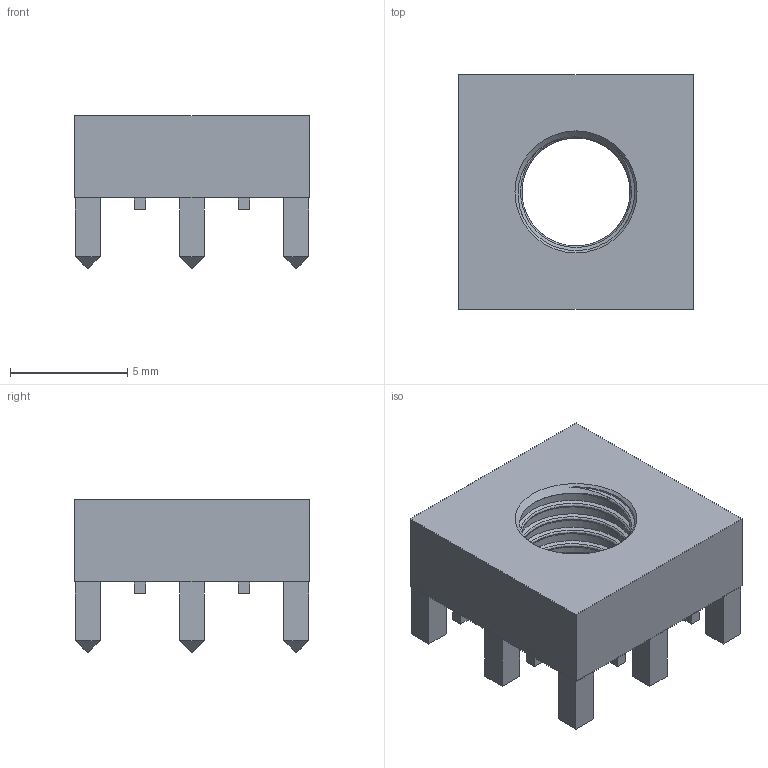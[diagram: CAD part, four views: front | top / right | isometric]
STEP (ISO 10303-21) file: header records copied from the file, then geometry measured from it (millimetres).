
FILE_DESCRIPTION(/* description */ (''),/* implementation_level */ '2;1');
FILE_NAME(/* name */ 'Wurth 74655095.step',/* time_stamp */ '2022-08-05T05:42:38+01:00',/* author */ (''),/* organization */ (''),/* preprocessor_version */ 'ST-DEVELOPER v19',/* originating_system */ 'Autodesk Translation Framework v11.7.0.108',/* authorisation */ '');
FILE_SCHEMA (('AUTOMOTIVE_DESIGN { 1 0 10303 214 3 1 1 }'));
Length unit declared in the file: millimetre
Products named in the file (1): Wurth 74655095
Bounding box: 10 x 10 x 6.5 mm (x, y, z)
Volume: 310.8 mm3; surface area: 476.1 mm2
Topology: 1 solids, 1 shells, 150 faces, 354 edges, 226 vertices
Faces by surface type: plane 138, cylinder 7, bspline 4, cone 1
Full cylindrical faces by diameter (mm): 5 x5
Entity records: 5489 total; most frequent: CARTESIAN_POINT 2064, ORIENTED_EDGE 708, DIRECTION 627, EDGE_CURVE 354, LINE 323, VECTOR 323, VERTEX_POINT 226, EDGE_LOOP 172
